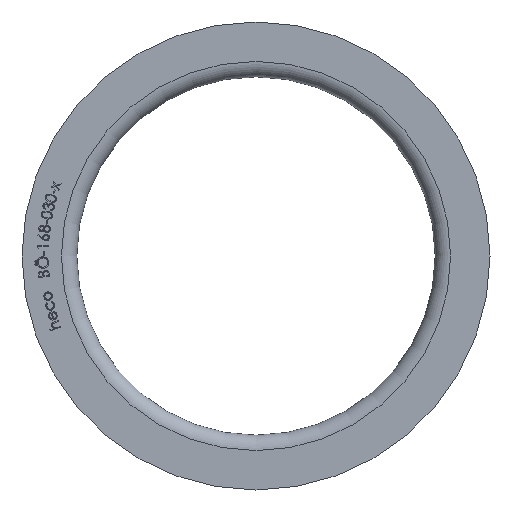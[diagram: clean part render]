
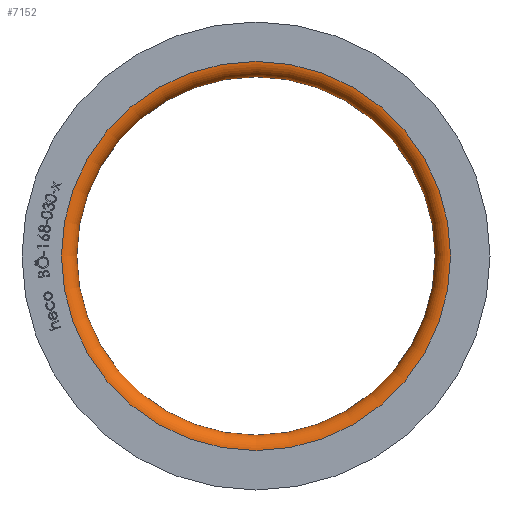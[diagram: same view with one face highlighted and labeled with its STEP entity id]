
A CAD part, left-side view. The second image highlights one B-rep face of the part: STEP entity #7152.
In plain terms, the highlighted toroidal (fillet/blend) face has major radius 88.15 mm and minor radius 7 mm.
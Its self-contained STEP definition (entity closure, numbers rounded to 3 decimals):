
#27 = VERTEX_POINT ( 'NONE', #1311 ) ;
#1130 = DIRECTION ( 'NONE',  ( 0., 0., 1. ) ) ;
#1153 = CARTESIAN_POINT ( 'NONE',  ( 0., 0., 88.15 ) ) ;
#1188 = CARTESIAN_POINT ( 'NONE',  ( 7., 0., 0. ) ) ;
#1311 = CARTESIAN_POINT ( 'NONE',  ( 7., 0., 81.15 ) ) ;
#2134 = ORIENTED_EDGE ( 'NONE', *, *, #13049, .T. ) ;
#2989 = CIRCLE ( 'NONE', #11229, 81.15 ) ;
#3762 = FACE_OUTER_BOUND ( 'NONE', #14420, .T. ) ;
#3787 = AXIS2_PLACEMENT_3D ( 'NONE', #12307, #3847, #1130 ) ;
#3847 = DIRECTION ( 'NONE',  ( -1., 0., 0. ) ) ;
#4239 = DIRECTION ( 'NONE',  ( 0., 0., 1. ) ) ;
#4311 = CIRCLE ( 'NONE', #10767, 88.15 ) ;
#4868 = DIRECTION ( 'NONE',  ( 0., 0., 1. ) ) ;
#5967 = VERTEX_POINT ( 'NONE', #1153 ) ;
#6084 = DIRECTION ( 'NONE',  ( -1., 0., 0. ) ) ;
#6327 = EDGE_LOOP ( 'NONE', ( #12006 ) ) ;
#7079 = CARTESIAN_POINT ( 'NONE',  ( 0., 0., 0. ) ) ;
#7152 = ADVANCED_FACE ( 'NONE', ( #13433, #3762 ), #8693, .T. ) ;
#8693 = TOROIDAL_SURFACE ( 'NONE', #3787, 88.15, 7. ) ;
#10645 = EDGE_CURVE ( 'NONE', #27, #27, #2989, .T. ) ;
#10767 = AXIS2_PLACEMENT_3D ( 'NONE', #7079, #15269, #4239 ) ;
#11229 = AXIS2_PLACEMENT_3D ( 'NONE', #1188, #6084, #4868 ) ;
#12006 = ORIENTED_EDGE ( 'NONE', *, *, #10645, .F. ) ;
#12307 = CARTESIAN_POINT ( 'NONE',  ( 7., 0., 0. ) ) ;
#13049 = EDGE_CURVE ( 'NONE', #5967, #5967, #4311, .T. ) ;
#13433 = FACE_OUTER_BOUND ( 'NONE', #6327, .T. ) ;
#14420 = EDGE_LOOP ( 'NONE', ( #2134 ) ) ;
#15269 = DIRECTION ( 'NONE',  ( -1., 0., 0. ) ) ;
